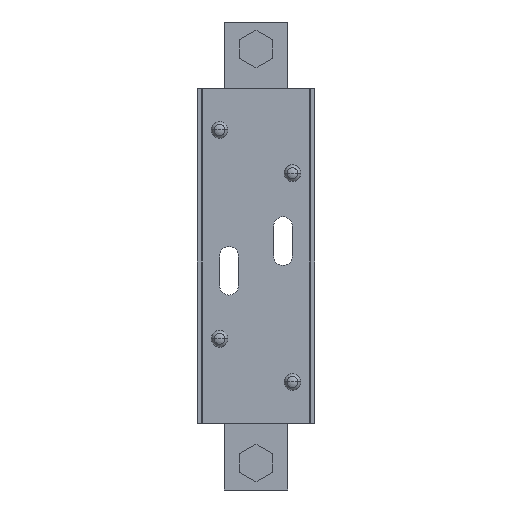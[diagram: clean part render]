
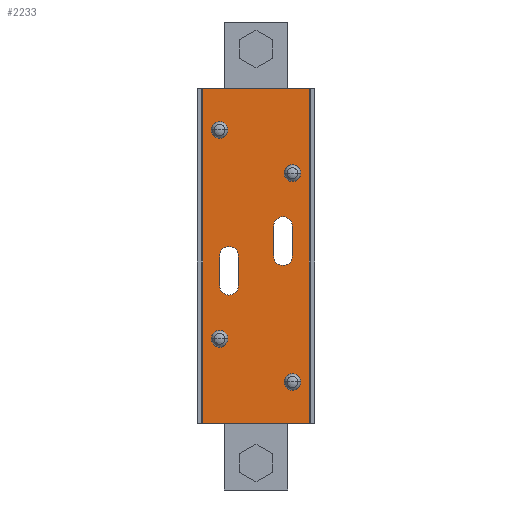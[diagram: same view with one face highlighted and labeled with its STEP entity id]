
A CAD part, front view. The second image highlights one B-rep face of the part: STEP entity #2233.
In plain terms, the highlighted planar face has unit normal (0, -1, 0).
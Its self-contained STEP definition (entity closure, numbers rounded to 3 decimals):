
#641=DIRECTION('',(0.,0.,1.));
#642=VECTOR('',#641,186.);
#643=CARTESIAN_POINT('',(59.5,-482.932,1283.955));
#644=LINE('',#643,#642);
#655=DIRECTION('',(-1.,0.,0.));
#656=VECTOR('',#655,59.);
#657=CARTESIAN_POINT('',(59.5,-482.932,1283.955));
#658=LINE('',#657,#656);
#662=CARTESIAN_POINT('',(45.,-482.932,1393.455));
#663=DIRECTION('',(0.,-1.,0.));
#664=DIRECTION('',(1.,0.,0.));
#665=AXIS2_PLACEMENT_3D('',#662,#663,#664);
#670=DIRECTION('',(0.,0.,-1.));
#671=VECTOR('',#670,16.5);
#672=CARTESIAN_POINT('',(39.75,-482.932,1393.455));
#673=LINE('',#672,#671);
#677=CARTESIAN_POINT('',(45.,-482.932,1376.955));
#678=DIRECTION('',(0.,-1.,0.));
#679=DIRECTION('',(-1.,0.,0.));
#680=AXIS2_PLACEMENT_3D('',#677,#678,#679);
#685=DIRECTION('',(0.,0.,1.));
#686=VECTOR('',#685,16.5);
#687=CARTESIAN_POINT('',(50.25,-482.932,1376.955));
#688=LINE('',#687,#686);
#692=CARTESIAN_POINT('',(15.,-482.932,1376.955));
#693=DIRECTION('',(0.,-1.,0.));
#694=DIRECTION('',(1.,0.,0.));
#695=AXIS2_PLACEMENT_3D('',#692,#693,#694);
#700=DIRECTION('',(0.,0.,-1.));
#701=VECTOR('',#700,16.5);
#702=CARTESIAN_POINT('',(9.75,-482.932,1376.955));
#703=LINE('',#702,#701);
#707=CARTESIAN_POINT('',(15.,-482.932,1360.455));
#708=DIRECTION('',(0.,-1.,0.));
#709=DIRECTION('',(-1.,0.,0.));
#710=AXIS2_PLACEMENT_3D('',#707,#708,#709);
#715=DIRECTION('',(0.,0.,1.));
#716=VECTOR('',#715,16.5);
#717=CARTESIAN_POINT('',(20.25,-482.932,1360.455));
#718=LINE('',#717,#716);
#729=DIRECTION('',(0.,0.,-1.));
#730=VECTOR('',#729,186.);
#731=CARTESIAN_POINT('',(0.5,-482.932,1469.955));
#732=LINE('',#731,#730);
#801=DIRECTION('',(-1.,0.,0.));
#802=VECTOR('',#801,59.);
#803=CARTESIAN_POINT('',(59.5,-482.932,1469.955));
#804=LINE('',#803,#802);
#1634=CARTESIAN_POINT('',(0.5,-482.932,
1283.955));
#1635=VERTEX_POINT('',#1634);
#1636=CARTESIAN_POINT('',(59.5,-482.932,1283.955));
#1637=VERTEX_POINT('',#1636);
#1674=CARTESIAN_POINT('',(59.5,-482.932,1469.955));
#1675=VERTEX_POINT('',#1674);
#1676=CARTESIAN_POINT('',(0.5,-482.932,
1469.955));
#1677=VERTEX_POINT('',#1676);
#1678=CARTESIAN_POINT('',(50.25,-482.932,1393.455));
#1679=CARTESIAN_POINT('',(39.75,-482.932,1393.455));
#1680=VERTEX_POINT('',#1678);
#1681=VERTEX_POINT('',#1679);
#1682=CARTESIAN_POINT('',(39.75,-482.932,1376.955));
#1683=VERTEX_POINT('',#1682);
#1684=CARTESIAN_POINT('',(50.25,-482.932,1376.955));
#1685=VERTEX_POINT('',#1684);
#1686=CARTESIAN_POINT('',(20.25,-482.932,1376.955));
#1687=CARTESIAN_POINT('',(9.75,-482.932,1376.955));
#1688=VERTEX_POINT('',#1686);
#1689=VERTEX_POINT('',#1687);
#1690=CARTESIAN_POINT('',(9.75,-482.932,1360.455));
#1691=VERTEX_POINT('',#1690);
#1692=CARTESIAN_POINT('',(20.25,-482.932,1360.455));
#1693=VERTEX_POINT('',#1692);
#2200=CARTESIAN_POINT('',(30.,-482.932,1469.955));
#2201=DIRECTION('',(0.,-1.,0.));
#2202=DIRECTION('',(-1.,0.,0.));
#2203=AXIS2_PLACEMENT_3D('',#2200,#2201,#2202);
#2204=PLANE('',#2203);
#2205=ORIENTED_EDGE('',*,*,#1929,.T.);
#2207=ORIENTED_EDGE('',*,*,#2206,.F.);
#2209=ORIENTED_EDGE('',*,*,#2208,.F.);
#2210=ORIENTED_EDGE('',*,*,#2185,.F.);
#2211=EDGE_LOOP('',(#2205,#2207,#2209,#2210));
#2212=FACE_OUTER_BOUND('',#2211,.F.);
#2214=ORIENTED_EDGE('',*,*,#2213,.T.);
#2216=ORIENTED_EDGE('',*,*,#2215,.T.);
#2218=ORIENTED_EDGE('',*,*,#2217,.T.);
#2220=ORIENTED_EDGE('',*,*,#2219,.T.);
#2221=EDGE_LOOP('',(#2214,#2216,#2218,#2220));
#2222=FACE_BOUND('',#2221,.F.);
#2224=ORIENTED_EDGE('',*,*,#2223,.T.);
#2226=ORIENTED_EDGE('',*,*,#2225,.T.);
#2228=ORIENTED_EDGE('',*,*,#2227,.T.);
#2230=ORIENTED_EDGE('',*,*,#2229,.T.);
#2231=EDGE_LOOP('',(#2224,#2226,#2228,#2230));
#2232=FACE_BOUND('',#2231,.F.);
#666=CIRCLE('',#665,5.25);
#681=CIRCLE('',#680,5.25);
#696=CIRCLE('',#695,5.25);
#711=CIRCLE('',#710,5.25);
#1929=EDGE_CURVE('',#1637,#1635,#658,.T.);
#2185=EDGE_CURVE('',#1637,#1675,#644,.T.);
#2206=EDGE_CURVE('',#1677,#1635,#732,.T.);
#2208=EDGE_CURVE('',#1675,#1677,#804,.T.);
#2213=EDGE_CURVE('',#1680,#1681,#666,.T.);
#2215=EDGE_CURVE('',#1681,#1683,#673,.T.);
#2217=EDGE_CURVE('',#1683,#1685,#681,.T.);
#2219=EDGE_CURVE('',#1685,#1680,#688,.T.);
#2223=EDGE_CURVE('',#1688,#1689,#696,.T.);
#2225=EDGE_CURVE('',#1689,#1691,#703,.T.);
#2227=EDGE_CURVE('',#1691,#1693,#711,.T.);
#2229=EDGE_CURVE('',#1693,#1688,#718,.T.);
#2233=ADVANCED_FACE('',(#2212,#2222,#2232),#2204,.T.);
